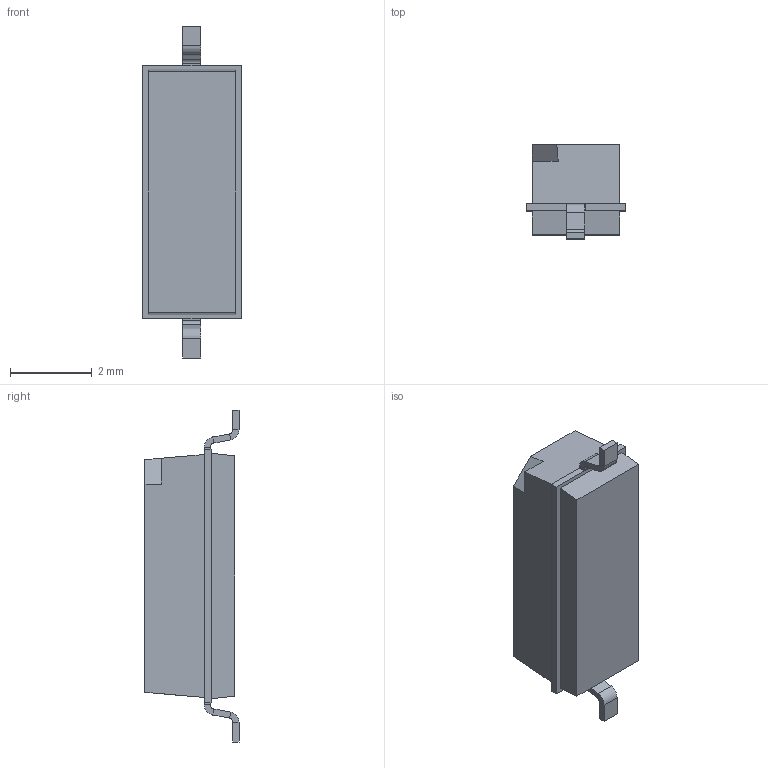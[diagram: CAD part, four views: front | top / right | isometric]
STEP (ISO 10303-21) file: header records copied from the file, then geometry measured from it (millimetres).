
FILE_DESCRIPTION((''),'2;1');
FILE_NAME('TDA01H0S_SW0001_PRT','2013-11-08T',('jtrepler'),(''),'PRO/ENGINEER BY PARAMETRIC TECHNOLOGY CORPORATION, 2011410','PRO/ENGINEER BY PARAMETRIC TECHNOLOGY CORPORATION, 2011410','');
FILE_SCHEMA(('AUTOMOTIVE_DESIGN_CC2 { 1 2 10303 214 -1 1 5 2 }'));
Length unit declared in the file: inch
Products named in the file (1): TDA01H0S_SW0001_PRT
Bounding box: 2.4 x 2.3 x 8.12 mm (x, y, z)
Volume: 26.5 mm3; surface area: 76.4 mm2
Topology: 1 solids, 1 shells, 162 faces, 415 edges, 264 vertices
Faces by surface type: plane 150, cylinder 12
Entity records: 4826 total; most frequent: CARTESIAN_POINT 841, ORIENTED_EDGE 830, DIRECTION 763, EDGE_CURVE 415, VECTOR 391, LINE 391, VERTEX_POINT 264, AXIS2_PLACEMENT_3D 186
